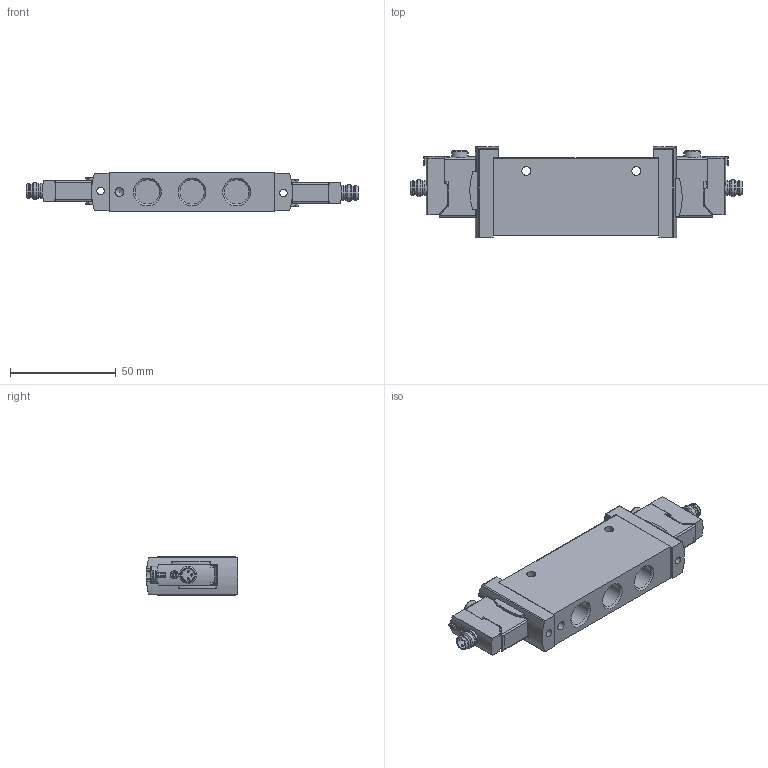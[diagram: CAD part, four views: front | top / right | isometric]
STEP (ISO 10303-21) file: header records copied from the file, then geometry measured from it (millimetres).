
FILE_DESCRIPTION(/* description */ ('STEP AP214'),/* implementation_level */ '2;1');
FILE_NAME(/* name */ '8031525_VUVG-L18-T32C-AT-G14-1R8L',/* time_stamp */ '2024-09-12T08:18:53+02:00',/* author */ ('License CC BY-ND 4.0'),/* organization */ ('CADENAS'),/* preprocessor_version */ 'ST-DEVELOPER v19.3',/* originating_system */ 'PARTsolutions',/* authorisation */ ' ');
FILE_SCHEMA (('AUTOMOTIVE_DESIGN {1 0 10303 214 3 1 1}'));
Length unit declared in the file: millimetre
Products named in the file (4): 8031525 VUVG-L18-T32C-AT-G14-1R8L; 564212 VUVG-L-18-T32C-A-T-G14--1R8--L-----(G); 573919 VAVE-L1-1VR8-LP; 1374186 MSAG
Assembly tree (5 placements, depth 2):
  8031525 VUVG-L18-T32C-AT-G14-1R8L
    564212 VUVG-L-18-T32C-A-T-G14--1R8--L-----(G)
    573919 VAVE-L1-1VR8-LP  x2
    1374186 MSAG  x2
Bounding box: 156.9 x 43.1 x 18.3 mm (x, y, z)
Volume: 72120.6 mm3; surface area: 23355.6 mm2
Topology: 5 solids, 5 shells, 889 faces, 2392 edges, 1574 vertices
Faces by surface type: plane 591, cylinder 244, cone 36, torus 10, sphere 8
Full cylindrical faces by diameter (mm): 1 x6, 1.6 x4, 1.8 x2, 2.9 x2, 3.6 x4, 3.8 x4, 3.9 x2, 4.2 x3, 5.8 x2, 6.5 x4, 6.9 x2, 7.2 x2, 8 x2, 8.1 x2, 11.445 x5
Entity records: 18523 total; most frequent: CARTESIAN_POINT 3162, DIRECTION 2830, ORIENTED_EDGE 2810, EDGE_CURVE 1405, LINE 954, VECTOR 954, VERTEX_POINT 950, AXIS2_PLACEMENT_3D 938
